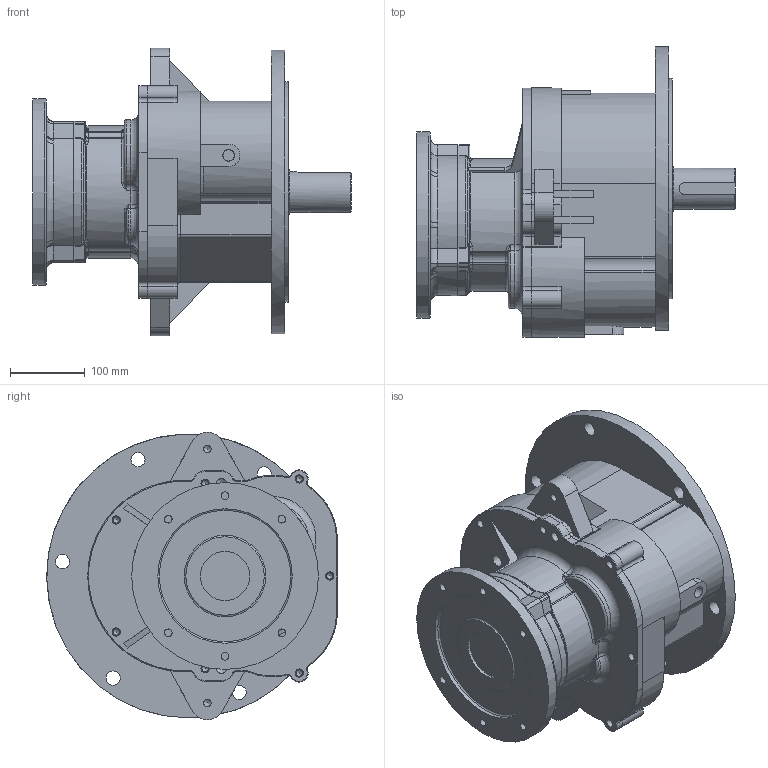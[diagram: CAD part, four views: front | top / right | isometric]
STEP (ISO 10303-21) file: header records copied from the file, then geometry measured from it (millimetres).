
FILE_DESCRIPTION (( 'STEP AP214' ), '1' );
FILE_NAME ('EK2DO07895H001_F1VF_2.2KW_R75.stp', '2022-07-04T05:32:29', ( 'Windows 餌辨濠' ), ( '' ), 'SwSTEP 2.0', 'SolidWorks 2021', '' );
FILE_SCHEMA (( 'AUTOMOTIVE_DESIGN' ));
Length unit declared in the file: millimetre
Products named in the file (5): DKA0800227_BRACKET; 20_2.2KW; DKG1300340__2.2; EK2DO07895H001_F1VF_2.2KW_R75; DKA0102469_CASING
Assembly tree (4 placements, depth 2):
  EK2DO07895H001_F1VF_2.2KW_R75
    DKA0102469_CASING
    20_2.2KW
    DKA0800227_BRACKET
    DKG1300340__2.2
Bounding box: 426 x 389 x 384.85 mm (x, y, z)
Volume: 16646588.5 mm3; surface area: 953710.1 mm2
Topology: 4 solids, 5 shells, 568 faces, 1502 edges, 940 vertices
Faces by surface type: cylinder 248, plane 165, torus 93, bspline 36, cone 23, sphere 3
Full cylindrical faces by diameter (mm): 2.7 x2, 6.8 x3, 8.5 x7, 9 x3, 10.2 x8, 11 x7, 13 x4, 19 x6, 55 x1, 60 x1, 66 x1, 180 x1, 250 x1, 275 x1, 295 x1, 380 x1
Entity records: 21232 total; most frequent: CARTESIAN_POINT 7152, DIRECTION 2933, ORIENTED_EDGE 2768, EDGE_CURVE 1384, AXIS2_PLACEMENT_3D 1199, VERTEX_POINT 903, EDGE_LOOP 699, CIRCLE 660
